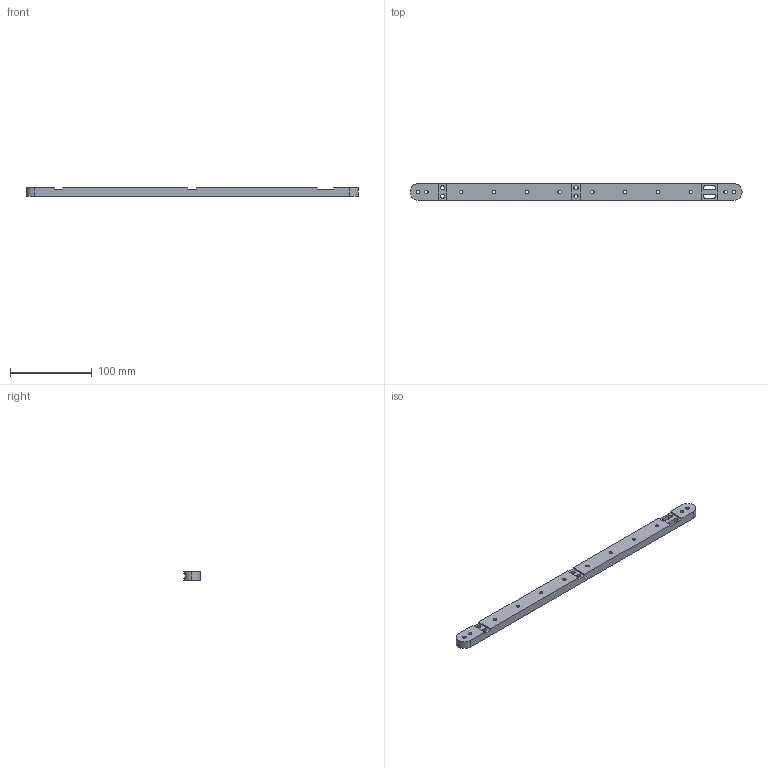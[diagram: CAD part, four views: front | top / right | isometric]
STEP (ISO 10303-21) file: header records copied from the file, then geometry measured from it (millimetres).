
FILE_DESCRIPTION (( 'STEP AP214' ), '1' );
FILE_NAME ('Support_Hydro_Long.STEP', '2025-04-01T22:30:26', ( '' ), ( '' ), 'SwSTEP 2.0', 'SolidWorks 2024', '' );
FILE_SCHEMA (( 'AUTOMOTIVE_DESIGN' ));
Length unit declared in the file: millimetre
Products named in the file (1): Support_Hydro_Long
Bounding box: 405.15 x 20 x 10 mm (x, y, z)
Volume: 72023.1 mm3; surface area: 26979.4 mm2
Topology: 1 solids, 1 shells, 64 faces, 186 edges, 124 vertices
Faces by surface type: cylinder 43, plane 21
Entity records: 2319 total; most frequent: CARTESIAN_POINT 449, DIRECTION 398, ORIENTED_EDGE 372, EDGE_CURVE 186, AXIS2_PLACEMENT_3D 149, VERTEX_POINT 124, LINE 100, EDGE_LOOP 100
